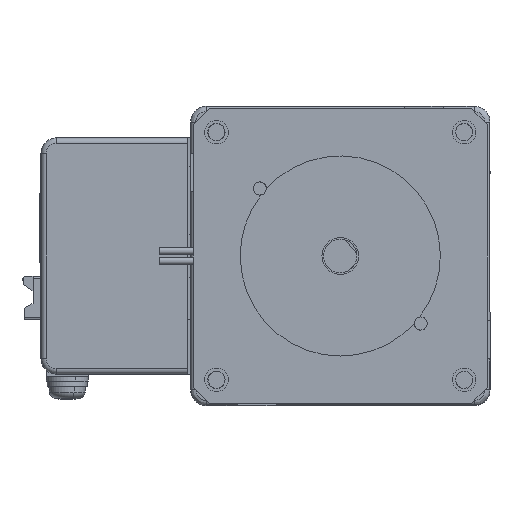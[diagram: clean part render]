
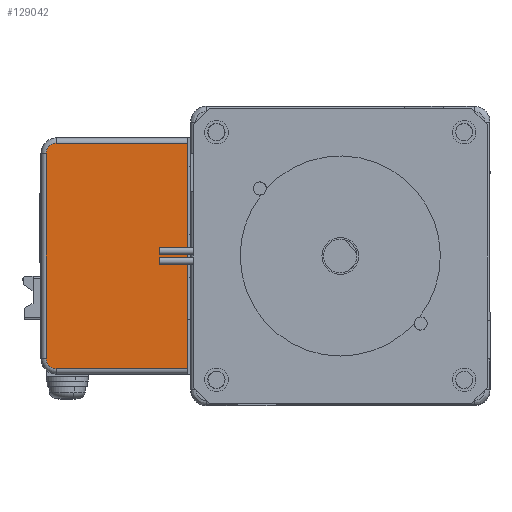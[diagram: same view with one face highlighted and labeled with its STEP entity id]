
A CAD part, left-side view. The second image highlights one B-rep face of the part: STEP entity #129042.
In plain terms, the highlighted planar face has unit normal (-1, 0, 0).
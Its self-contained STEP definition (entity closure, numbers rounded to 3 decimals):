
#492 = DIRECTION ( 'NONE',  ( 0., 0., -1. ) ) ;
#1462 = DIRECTION ( 'NONE',  ( 0., 0., -1. ) ) ;
#5560 = EDGE_CURVE ( 'NONE', #121396, #54139, #82136, .T. ) ;
#6795 = CARTESIAN_POINT ( 'NONE',  ( -47., 82.5, -50. ) ) ;
#7152 = EDGE_LOOP ( 'NONE', ( #64674, #62618, #55102, #99556, #59993, #83682 ) ) ;
#9303 = VERTEX_POINT ( 'NONE', #134075 ) ;
#10516 = VERTEX_POINT ( 'NONE', #6795 ) ;
#27551 = CARTESIAN_POINT ( 'NONE',  ( -47., 82.5, -7. ) ) ;
#28489 = LINE ( 'NONE', #57626, #101409 ) ;
#30350 = VERTEX_POINT ( 'NONE', #74954 ) ;
#31137 = CARTESIAN_POINT ( 'NONE',  ( -47., 82.5, -48. ) ) ;
#32037 = CARTESIAN_POINT ( 'NONE',  ( -47., 57.5, 0. ) ) ;
#33972 = CARTESIAN_POINT ( 'NONE',  ( -47., 82.5, -9. ) ) ;
#34440 = DIRECTION ( 'NONE',  ( 0., 0., -1. ) ) ;
#35215 = AXIS2_PLACEMENT_3D ( 'NONE', #31137, #136197, #492 ) ;
#39479 = DIRECTION ( 'NONE',  ( 1., 0., 0. ) ) ;
#41809 = CARTESIAN_POINT ( 'NONE',  ( -47., 0., -50. ) ) ;
#46770 = CARTESIAN_POINT ( 'NONE',  ( -47., 82.5, -7. ) ) ;
#48717 = DIRECTION ( 'NONE',  ( 0., 0., -1. ) ) ;
#49191 = PLANE ( 'NONE',  #137147 ) ;
#50841 = VECTOR ( 'NONE', #1462, 1000. ) ;
#53344 = DIRECTION ( 'NONE',  ( 0., -1., 0. ) ) ;
#54139 = VERTEX_POINT ( 'NONE', #27551 ) ;
#55102 = ORIENTED_EDGE ( 'NONE', *, *, #112002, .F. ) ;
#57306 = VERTEX_POINT ( 'NONE', #70059 ) ;
#57626 = CARTESIAN_POINT ( 'NONE',  ( -47., 84.5, 0. ) ) ;
#59993 = ORIENTED_EDGE ( 'NONE', *, *, #79250, .T. ) ;
#62618 = ORIENTED_EDGE ( 'NONE', *, *, #109847, .T. ) ;
#64366 = CIRCLE ( 'NONE', #35215, 2. ) ;
#64674 = ORIENTED_EDGE ( 'NONE', *, *, #106054, .T. ) ;
#67540 = EDGE_CURVE ( 'NONE', #9303, #57306, #28489, .T. ) ;
#70059 = CARTESIAN_POINT ( 'NONE',  ( -47., 84.5, -48. ) ) ;
#74954 = CARTESIAN_POINT ( 'NONE',  ( -47., 57.5, -50. ) ) ;
#76200 = VECTOR ( 'NONE', #53344, 1000. ) ;
#77457 = DIRECTION ( 'NONE',  ( -1., 0., 0. ) ) ;
#79250 = EDGE_CURVE ( 'NONE', #54139, #9303, #89651, .T. ) ;
#82136 = LINE ( 'NONE', #46770, #135132 ) ;
#83682 = ORIENTED_EDGE ( 'NONE', *, *, #67540, .T. ) ;
#84472 = CARTESIAN_POINT ( 'NONE',  ( -47., 57.5, -7. ) ) ;
#88650 = DIRECTION ( 'NONE',  ( 0., 0., -1. ) ) ;
#89651 = CIRCLE ( 'NONE', #116392, 2. ) ;
#97510 = FACE_OUTER_BOUND ( 'NONE', #7152, .T. ) ;
#99556 = ORIENTED_EDGE ( 'NONE', *, *, #5560, .T. ) ;
#101409 = VECTOR ( 'NONE', #88650, 1000. ) ;
#102111 = LINE ( 'NONE', #32037, #50841 ) ;
#102636 = LINE ( 'NONE', #41809, #76200 ) ;
#106054 = EDGE_CURVE ( 'NONE', #57306, #10516, #64366, .T. ) ;
#109847 = EDGE_CURVE ( 'NONE', #10516, #30350, #102636, .T. ) ;
#111096 = DIRECTION ( 'NONE',  ( 0., 1., 0. ) ) ;
#112002 = EDGE_CURVE ( 'NONE', #121396, #30350, #102111, .T. ) ;
#116392 = AXIS2_PLACEMENT_3D ( 'NONE', #33972, #77457, #34440 ) ;
#121396 = VERTEX_POINT ( 'NONE', #84472 ) ;
#129042 = ADVANCED_FACE ( 'NONE', ( #97510 ), #49191, .F. ) ;
#134075 = CARTESIAN_POINT ( 'NONE',  ( -47., 84.5, -9. ) ) ;
#134383 = CARTESIAN_POINT ( 'NONE',  ( -47., 0., 0. ) ) ;
#135132 = VECTOR ( 'NONE', #111096, 1000. ) ;
#136197 = DIRECTION ( 'NONE',  ( -1., 0., 0. ) ) ;
#137147 = AXIS2_PLACEMENT_3D ( 'NONE', #134383, #39479, #48717 ) ;
